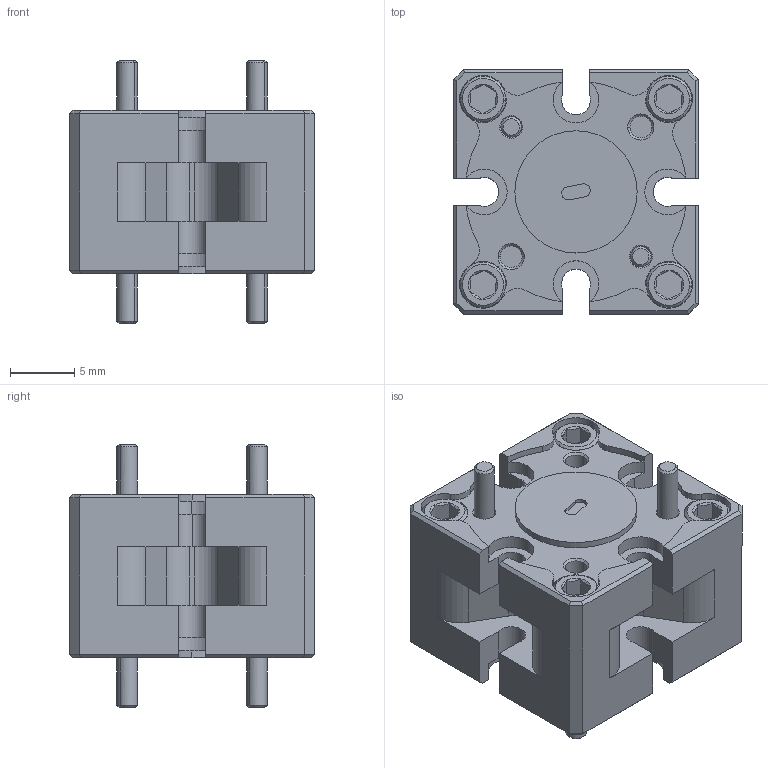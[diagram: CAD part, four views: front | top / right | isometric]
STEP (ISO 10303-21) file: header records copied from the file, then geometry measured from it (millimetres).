
FILE_DESCRIPTION (( 'STEP AP203' ), '1' );
FILE_NAME ('TF-SF-A-M-0.5, Defeatured.STEP', '2024-01-16T19:43:18', ( '' ), ( '' ), 'SwSTEP 2.0', 'SolidWorks 2021', '' );
FILE_SCHEMA (( 'CONFIG_CONTROL_DESIGN' ));
Length unit declared in the file: inch
Products named in the file (1): TF-SF-A-M-0.5, Defeatured
Bounding box: 19.05 x 19.05 x 20.47 mm (x, y, z)
Volume: 3549 mm3; surface area: 2889.5 mm2
Topology: 1 solids, 7 shells, 604 faces, 1565 edges, 995 vertices
Faces by surface type: cylinder 284, plane 194, cone 114, bspline 12
Entity records: 22559 total; most frequent: CARTESIAN_POINT 8076, ORIENTED_EDGE 3130, DIRECTION 3002, EDGE_CURVE 1565, AXIS2_PLACEMENT_3D 1147, VERTEX_POINT 995, LINE 708, VECTOR 708
